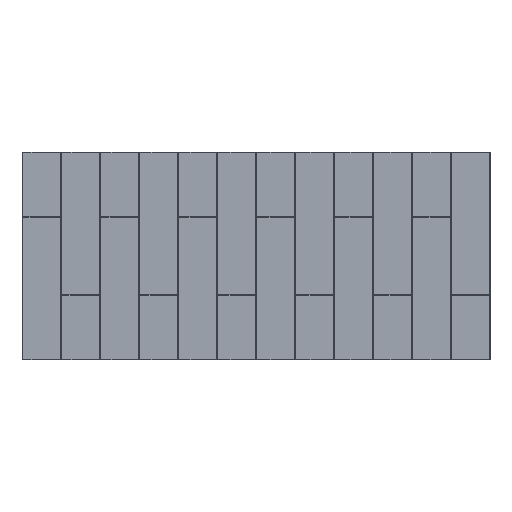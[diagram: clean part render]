
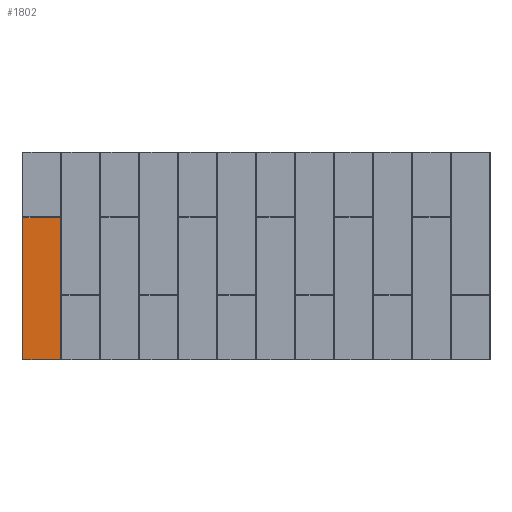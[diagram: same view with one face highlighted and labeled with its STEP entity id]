
A CAD part, top view. The second image highlights one B-rep face of the part: STEP entity #1802.
In plain terms, the highlighted planar face has unit normal (0, 0, 1).
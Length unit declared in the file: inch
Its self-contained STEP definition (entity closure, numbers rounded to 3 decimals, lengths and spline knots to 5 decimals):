
#58 = CARTESIAN_POINT ( 'NONE',  ( -18.08478, -12.0945, 0.1875 ) ) ;
#257 = VECTOR ( 'NONE', #360, 39.37008 ) ;
#360 = DIRECTION ( 'NONE',  ( 1., 0., 0. ) ) ;
#1351 = LINE ( 'NONE', #12360, #3969 ) ;
#1431 = DIRECTION ( 'NONE',  ( 0., 0., 1. ) ) ;
#1802 = ADVANCED_FACE ( 'NONE', ( #4707 ), #18332, .T. ) ;
#2134 = CARTESIAN_POINT ( 'NONE',  ( -18.09386, -12.08478, 0.1875 ) ) ;
#3904 = VERTEX_POINT ( 'NONE', #15353 ) ;
#3969 = VECTOR ( 'NONE', #20284, 39.37008 ) ;
#4454 = ORIENTED_EDGE ( 'NONE', *, *, #12714, .T. ) ;
#4508 = LINE ( 'NONE', #22161, #257 ) ;
#4707 = FACE_OUTER_BOUND ( 'NONE', #17508, .T. ) ;
#4982 = VERTEX_POINT ( 'NONE', #20388 ) ;
#5340 = ORIENTED_EDGE ( 'NONE', *, *, #22632, .F. ) ;
#5522 = CARTESIAN_POINT ( 'NONE',  ( -23.9055, -12.08478, 0.1875 ) ) ;
#6351 = ORIENTED_EDGE ( 'NONE', *, *, #16411, .T. ) ;
#6410 = CARTESIAN_POINT ( 'NONE',  ( -18.08478, -12.09279, 0.1875 ) ) ;
#6483 = VERTEX_POINT ( 'NONE', #24739 ) ;
#6530 = EDGE_CURVE ( 'NONE', #6483, #17077, #6690, .T. ) ;
#6649 = CARTESIAN_POINT ( 'NONE',  ( 0., 0., 0.1875 ) ) ;
#6690 = B_SPLINE_CURVE_WITH_KNOTS ( 'NONE', 3,
 ( #9411, #25633, #9280, #25253, #17588, #23177, #23306, #7334, #15262, #5522 ),
 .UNSPECIFIED., .F., .F.,
 ( 4, 2, 2, 2, 4 ),
 ( 0., 0.12821, 0.33333, 0.66154, 1. ),
 .UNSPECIFIED. ) ;
#7334 = CARTESIAN_POINT ( 'NONE',  ( -23.90893, -12.08525, 0.1875 ) ) ;
#7844 = CARTESIAN_POINT ( 'NONE',  ( -18.0932, -12.08485, 0.1875 ) ) ;
#9280 = CARTESIAN_POINT ( 'NONE',  ( -23.91515, -12.0932, 0.1875 ) ) ;
#9411 = CARTESIAN_POINT ( 'NONE',  ( -23.91522, -12.0945, 0.1875 ) ) ;
#10171 = CARTESIAN_POINT ( 'NONE',  ( -18.09153, -12.08519, 0.1875 ) ) ;
#10829 = VERTEX_POINT ( 'NONE', #23247 ) ;
#10900 = VECTOR ( 'NONE', #16377, 39.37008 ) ;
#11302 = CARTESIAN_POINT ( 'NONE',  ( -23.91522, -34., 0.1875 ) ) ;
#11633 = CARTESIAN_POINT ( 'NONE',  ( -23.9055, -12.08478, 0.1875 ) ) ;
#12156 = VECTOR ( 'NONE', #23026, 39.37008 ) ;
#12360 = CARTESIAN_POINT ( 'NONE',  ( 0., -12.08478, 0.1875 ) ) ;
#12714 = EDGE_CURVE ( 'NONE', #6483, #22373, #14846, .T. ) ;
#13848 = B_SPLINE_CURVE_WITH_KNOTS ( 'NONE', 3,
 ( #16275, #2134, #7844, #10171, #17834, #18222, #21745, #24193, #6410, #58 ),
 .UNSPECIFIED., .F., .F.,
 ( 4, 2, 2, 2, 4 ),
 ( 0., 0.12821, 0.33333, 0.66154, 1. ),
 .UNSPECIFIED. ) ;
#14424 = LINE ( 'NONE', #18963, #10900 ) ;
#14697 = DIRECTION ( 'NONE',  ( 1., 0., 0. ) ) ;
#14846 = LINE ( 'NONE', #24835, #12156 ) ;
#15262 = CARTESIAN_POINT ( 'NONE',  ( -23.90721, -12.08478, 0.1875 ) ) ;
#15353 = CARTESIAN_POINT ( 'NONE',  ( -18.0945, -12.08478, 0.1875 ) ) ;
#16275 = CARTESIAN_POINT ( 'NONE',  ( -18.0945, -12.08478, 0.1875 ) ) ;
#16377 = DIRECTION ( 'NONE',  ( 0., 1., 0. ) ) ;
#16411 = EDGE_CURVE ( 'NONE', #3904, #17077, #1351, .T. ) ;
#16662 = EDGE_CURVE ( 'NONE', #22373, #4982, #4508, .T. ) ;
#17077 = VERTEX_POINT ( 'NONE', #11633 ) ;
#17508 = EDGE_LOOP ( 'NONE', ( #4454, #20033, #22629, #5340, #6351, #24939 ) ) ;
#17588 = CARTESIAN_POINT ( 'NONE',  ( -23.91444, -12.09055, 0.1875 ) ) ;
#17834 = CARTESIAN_POINT ( 'NONE',  ( -18.09055, -12.08556, 0.1875 ) ) ;
#18222 = CARTESIAN_POINT ( 'NONE',  ( -18.0882, -12.08692, 0.1875 ) ) ;
#18332 = PLANE ( 'NONE',  #18940 ) ;
#18940 = AXIS2_PLACEMENT_3D ( 'NONE', #6649, #1431, #14697 ) ;
#18963 = CARTESIAN_POINT ( 'NONE',  ( -18.08478, 0., 0.1875 ) ) ;
#20033 = ORIENTED_EDGE ( 'NONE', *, *, #16662, .T. ) ;
#20284 = DIRECTION ( 'NONE',  ( -1., 0., 0. ) ) ;
#20388 = CARTESIAN_POINT ( 'NONE',  ( -18.08478, -34., 0.1875 ) ) ;
#21745 = CARTESIAN_POINT ( 'NONE',  ( -18.08697, -12.08813, 0.1875 ) ) ;
#22161 = CARTESIAN_POINT ( 'NONE',  ( 0., -34., 0.1875 ) ) ;
#22373 = VERTEX_POINT ( 'NONE', #11302 ) ;
#22629 = ORIENTED_EDGE ( 'NONE', *, *, #25522, .T. ) ;
#22632 = EDGE_CURVE ( 'NONE', #3904, #10829, #13848, .T. ) ;
#23026 = DIRECTION ( 'NONE',  ( 0., -1., 0. ) ) ;
#23177 = CARTESIAN_POINT ( 'NONE',  ( -23.91308, -12.08819, 0.1875 ) ) ;
#23247 = CARTESIAN_POINT ( 'NONE',  ( -18.08478, -12.0945, 0.1875 ) ) ;
#23306 = CARTESIAN_POINT ( 'NONE',  ( -23.91186, -12.08697, 0.1875 ) ) ;
#24193 = CARTESIAN_POINT ( 'NONE',  ( -18.08525, -12.09106, 0.1875 ) ) ;
#24739 = CARTESIAN_POINT ( 'NONE',  ( -23.91522, -12.0945, 0.1875 ) ) ;
#24835 = CARTESIAN_POINT ( 'NONE',  ( -23.91522, 0., 0.1875 ) ) ;
#24939 = ORIENTED_EDGE ( 'NONE', *, *, #6530, .F. ) ;
#25253 = CARTESIAN_POINT ( 'NONE',  ( -23.91481, -12.09153, 0.1875 ) ) ;
#25522 = EDGE_CURVE ( 'NONE', #4982, #10829, #14424, .T. ) ;
#25633 = CARTESIAN_POINT ( 'NONE',  ( -23.91522, -12.09385, 0.1875 ) ) ;
